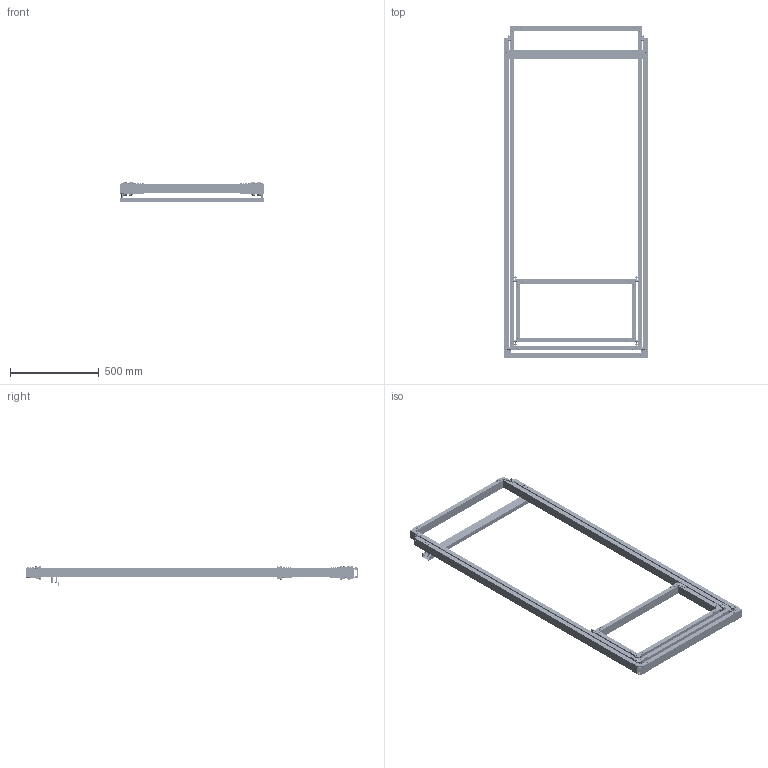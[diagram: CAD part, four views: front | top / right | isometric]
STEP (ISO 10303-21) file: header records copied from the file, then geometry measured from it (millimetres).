
FILE_DESCRIPTION (( 'STEP AP214' ), '1' );
FILE_NAME ('am-4879 2x1 CF Elevator 2 Stage Bearing and Structure Kit.STEP', '2022-11-30T15:27:13', ( '' ), ( '' ), 'SwSTEP 2.0', 'SolidWorks 2022', '' );
FILE_SCHEMA (( 'AUTOMOTIVE_DESIGN' ));
Length unit declared in the file: inch
Products named in the file (25): Carriage 14 Vertical 2x1; SHCS 10-32 x 2.75_HX-SHCS 0.19-32x2.75x0.875-C; Corner Bracket Example_Top Left Corner Bracket; 10-32 Nylock Jam Nut_90633A411; Carriage 24.75 Horizontal 2x1; Corner Bracket Example_Top Right Corner Bracket; am-4246 CF5 Crowned Cam Follower; am-xxxx 1.000t x .192id .313OD Aluminum Spacer; Outer Stage 32 Horizontal Bottom 2x1; 10-32x1375_shcs_HX-SHCS 0.19-32x1.375x1-C; Middle Stage 27.375 Horizontal 2x1; Outer Stage 32 Horizontal Rear 2x1; FHCS 10-32x0.625_SCHCSCREW 0.19-32x0.625x0.625-HX-C; Outer Stage 70 Vertical 2x1; Elevator Corner Bracket; M5 Nylock Nut 1_90576A104; 695-2Z Bearing_7804K108; am-3876 1000long .192ID Aluminum Spacer; 2x1 Cam Follower Bearing Assembly; AS31-10-44 Aluminum Spacer; Middle Stage 72 Vertical 2x1_2 Stage Elevator; am-4878 2x1 CF Elevator 1 Stage Bearing and Structure Kit; 187 pop rivet; am-4879 2x1 CF Elevator 2 Stage Bearing and Structure Kit; 2x1 UniPlate V0.1 alt screw
Assembly tree (84 placements, depth 4):
  am-4879 2x1 CF Elevator 2 Stage Bearing and Structure Kit
    Outer Stage 32 Horizontal Bottom 2x1
    Outer Stage 70 Vertical 2x1  x2
    Outer Stage 32 Horizontal Rear 2x1
    am-3876 1000long .192ID Aluminum Spacer  x4
    10-32 Nylock Jam Nut_90633A411  x4
    10-32x1375_shcs_HX-SHCS 0.19-32x1.375x1-C  x4
    Corner Bracket Example_Top Left Corner Bracket  x2
      Elevator Corner Bracket
      187 pop rivet
    Corner Bracket Example_Top Right Corner Bracket  x2
      Elevator Corner Bracket
      187 pop rivet
    am-4878 2x1 CF Elevator 1 Stage Bearing and Structure Kit
      Middle Stage 27.375 Horizontal 2x1  x2
      Middle Stage 72 Vertical 2x1_2 Stage Elevator  x2
      Carriage 14 Vertical 2x1  x2
      Carriage 24.75 Horizontal 2x1  x2
      2x1 Cam Follower Bearing Assembly  x4
        2x1 UniPlate V0.1 alt screw
        am-4246 CF5 Crowned Cam Follower
        695-2Z Bearing_7804K108
        SHCS 10-32 x 2.75_HX-SHCS 0.19-32x2.75x0.875-C
        M5 Nylock Nut 1_90576A104
        10-32 Nylock Jam Nut_90633A411
        AS31-10-44 Aluminum Spacer
        am-xxxx 1.000t x .192id .313OD Aluminum Spacer
        FHCS 10-32x0.625_SCHCSCREW 0.19-32x0.625x0.625-HX-C
      Corner Bracket Example_Top Right Corner Bracket  x8
        Elevator Corner Bracket
        187 pop rivet
      Corner Bracket Example_Top Left Corner Bracket  x8
        Elevator Corner Bracket
        187 pop rivet
    2x1 Cam Follower Bearing Assembly  x4
      2x1 UniPlate V0.1 alt screw
      am-4246 CF5 Crowned Cam Follower
      695-2Z Bearing_7804K108
      SHCS 10-32 x 2.75_HX-SHCS 0.19-32x2.75x0.875-C
      M5 Nylock Nut 1_90576A104
      10-32 Nylock Jam Nut_90633A411
      AS31-10-44 Aluminum Spacer
      am-xxxx 1.000t x .192id .313OD Aluminum Spacer
      FHCS 10-32x0.625_SCHCSCREW 0.19-32x0.625x0.625-HX-C
Bounding box: 812.8 x 1871.98 x 116.16 mm (x, y, z)
Volume: 2999728.6 mm3; surface area: 3856044.8 mm2
Topology: 588 solids, 588 shells, 6684 faces, 14994 edges, 9454 vertices
Faces by surface type: plane 2228, cylinder 2136, cone 1468, torus 628, sphere 192, bspline 32
Full cylindrical faces by diameter (mm): 1.5 x16, 2.921 x140, 4.091 x28, 4.178 x84, 4.255 x16, 4.342 x64, 4.788 x140, 4.826 x140, 4.851 x160, 4.877 x12, 4.9 x16, 4.92 x8, 5 x240, 5.105 x88, 5.294 x16, 6.08 x28, 7.937 x12, 7.938 x16, 8.209 x64, 9.2 x32, 9.525 x148, 9.791 x64, 10.213 x16, 12.959 x16, 13 x16
Entity records: 15519 total; most frequent: CARTESIAN_POINT 4453, DIRECTION 2058, ORIENTED_EDGE 1584, AXIS2_PLACEMENT_3D 849, EDGE_CURVE 792, EDGE_LOOP 708, VERTEX_POINT 586, FACE_OUTER_BOUND 530
